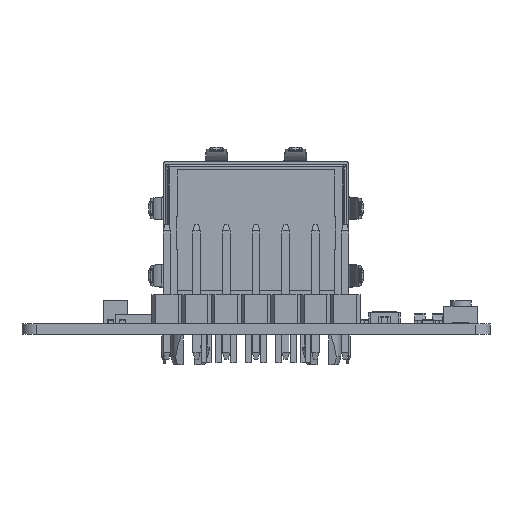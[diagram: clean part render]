
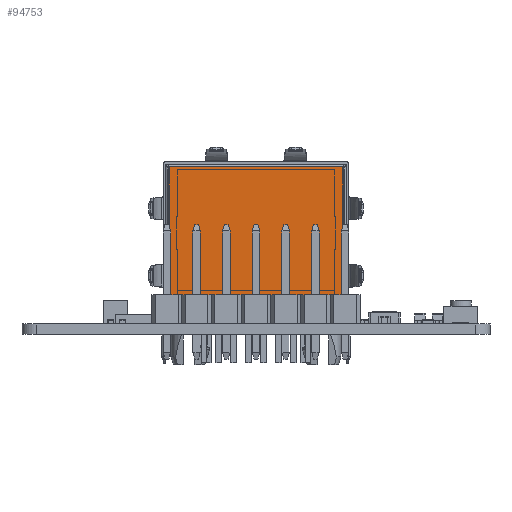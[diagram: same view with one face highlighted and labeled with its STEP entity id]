
A CAD part, left-side view. The second image highlights one B-rep face of the part: STEP entity #94753.
In plain terms, the highlighted face is planar.
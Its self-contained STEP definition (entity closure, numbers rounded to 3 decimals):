
#94103 = VERTEX_POINT('',#94104);
#94104 = CARTESIAN_POINT('',(-7.69,11.02,3.34));
#94111 = EDGE_CURVE('',#94103,#94112,#94114,.T.);
#94112 = VERTEX_POINT('',#94113);
#94113 = CARTESIAN_POINT('',(-7.59,11.02,3.34));
#94114 = LINE('',#94115,#94116);
#94115 = CARTESIAN_POINT('',(-7.74,11.02,3.34));
#94116 = VECTOR('',#94117,1.);
#94117 = DIRECTION('',(1.,0.,0.));
#94349 = VERTEX_POINT('',#94350);
#94350 = CARTESIAN_POINT('',(7.59,11.02,3.34));
#94356 = EDGE_CURVE('',#94357,#94349,#94359,.T.);
#94357 = VERTEX_POINT('',#94358);
#94358 = CARTESIAN_POINT('',(7.69,11.02,3.34));
#94359 = LINE('',#94360,#94361);
#94360 = CARTESIAN_POINT('',(7.74,11.02,3.34));
#94361 = VECTOR('',#94362,1.);
#94362 = DIRECTION('',(-1.,0.,0.));
#94451 = VERTEX_POINT('',#94452);
#94452 = CARTESIAN_POINT('',(7.69,11.02,4.54));
#94459 = EDGE_CURVE('',#94451,#94460,#94462,.T.);
#94460 = VERTEX_POINT('',#94461);
#94461 = CARTESIAN_POINT('',(7.59,11.02,4.54));
#94462 = LINE('',#94463,#94464);
#94463 = CARTESIAN_POINT('',(7.74,11.02,4.54));
#94464 = VECTOR('',#94465,1.);
#94465 = DIRECTION('',(-1.,0.,0.));
#94693 = VERTEX_POINT('',#94694);
#94694 = CARTESIAN_POINT('',(7.59,11.02,3.24));
#94700 = EDGE_CURVE('',#94349,#94693,#94701,.T.);
#94701 = LINE('',#94702,#94703);
#94702 = CARTESIAN_POINT('',(7.59,11.02,3.24));
#94703 = VECTOR('',#94704,1.);
#94704 = DIRECTION('',(0.,0.,-1.));
#94717 = EDGE_CURVE('',#94451,#94357,#94718,.T.);
#94718 = LINE('',#94719,#94720);
#94719 = CARTESIAN_POINT('',(7.69,11.02,4.54));
#94720 = VECTOR('',#94721,1.);
#94721 = DIRECTION('',(0.,0.,-1.));
#94735 = EDGE_CURVE('',#94460,#94736,#94738,.T.);
#94736 = VERTEX_POINT('',#94737);
#94737 = CARTESIAN_POINT('',(7.59,11.02,4.64));
#94738 = LINE('',#94739,#94740);
#94739 = CARTESIAN_POINT('',(7.59,11.02,4.64));
#94740 = VECTOR('',#94741,1.);
#94741 = DIRECTION('',(0.,0.,1.));
#94753 = ADVANCED_FACE('',(#94754),#94918,.F.);
#94754 = FACE_BOUND('',#94755,.T.);
#94755 = EDGE_LOOP('',(#94756,#94757,#94765,#94773,#94781,#94789,#94797,
    #94805,#94813,#94819,#94820,#94821,#94822,#94823,#94824,#94832,
    #94840,#94848,#94856,#94864,#94872,#94880,#94888,#94896,#94904,
    #94912));
#94756 = ORIENTED_EDGE('',*,*,#94111,.F.);
#94757 = ORIENTED_EDGE('',*,*,#94758,.T.);
#94758 = EDGE_CURVE('',#94103,#94759,#94761,.T.);
#94759 = VERTEX_POINT('',#94760);
#94760 = CARTESIAN_POINT('',(-7.69,11.02,4.54));
#94761 = LINE('',#94762,#94763);
#94762 = CARTESIAN_POINT('',(-7.69,11.02,3.34));
#94763 = VECTOR('',#94764,1.);
#94764 = DIRECTION('',(0.,0.,1.));
#94765 = ORIENTED_EDGE('',*,*,#94766,.T.);
#94766 = EDGE_CURVE('',#94759,#94767,#94769,.T.);
#94767 = VERTEX_POINT('',#94768);
#94768 = CARTESIAN_POINT('',(-7.59,11.02,4.54));
#94769 = LINE('',#94770,#94771);
#94770 = CARTESIAN_POINT('',(-7.74,11.02,4.54));
#94771 = VECTOR('',#94772,1.);
#94772 = DIRECTION('',(1.,0.,0.));
#94773 = ORIENTED_EDGE('',*,*,#94774,.T.);
#94774 = EDGE_CURVE('',#94767,#94775,#94777,.T.);
#94775 = VERTEX_POINT('',#94776);
#94776 = CARTESIAN_POINT('',(-7.59,11.02,4.64));
#94777 = LINE('',#94778,#94779);
#94778 = CARTESIAN_POINT('',(-7.59,11.02,4.64));
#94779 = VECTOR('',#94780,1.);
#94780 = DIRECTION('',(0.,0.,1.));
#94781 = ORIENTED_EDGE('',*,*,#94782,.T.);
#94782 = EDGE_CURVE('',#94775,#94783,#94785,.T.);
#94783 = VERTEX_POINT('',#94784);
#94784 = CARTESIAN_POINT('',(-7.74,11.02,4.64));
#94785 = LINE('',#94786,#94787);
#94786 = CARTESIAN_POINT('',(-7.74,11.02,4.64));
#94787 = VECTOR('',#94788,1.);
#94788 = DIRECTION('',(-1.,0.,0.));
#94789 = ORIENTED_EDGE('',*,*,#94790,.T.);
#94790 = EDGE_CURVE('',#94783,#94791,#94793,.T.);
#94791 = VERTEX_POINT('',#94792);
#94792 = CARTESIAN_POINT('',(-7.74,11.02,6.24));
#94793 = LINE('',#94794,#94795);
#94794 = CARTESIAN_POINT('',(-7.74,11.02,1.08));
#94795 = VECTOR('',#94796,1.);
#94796 = DIRECTION('',(0.,0.,1.));
#94797 = ORIENTED_EDGE('',*,*,#94798,.T.);
#94798 = EDGE_CURVE('',#94791,#94799,#94801,.T.);
#94799 = VERTEX_POINT('',#94800);
#94800 = CARTESIAN_POINT('',(7.74,11.02,6.24));
#94801 = LINE('',#94802,#94803);
#94802 = CARTESIAN_POINT('',(-7.49,11.02,6.24));
#94803 = VECTOR('',#94804,1.);
#94804 = DIRECTION('',(1.,0.,0.));
#94805 = ORIENTED_EDGE('',*,*,#94806,.T.);
#94806 = EDGE_CURVE('',#94799,#94807,#94809,.T.);
#94807 = VERTEX_POINT('',#94808);
#94808 = CARTESIAN_POINT('',(7.74,11.02,4.64));
#94809 = LINE('',#94810,#94811);
#94810 = CARTESIAN_POINT('',(7.74,11.02,6.24));
#94811 = VECTOR('',#94812,1.);
#94812 = DIRECTION('',(0.,0.,-1.));
#94813 = ORIENTED_EDGE('',*,*,#94814,.F.);
#94814 = EDGE_CURVE('',#94736,#94807,#94815,.T.);
#94815 = LINE('',#94816,#94817);
#94816 = CARTESIAN_POINT('',(7.74,11.02,4.64));
#94817 = VECTOR('',#94818,1.);
#94818 = DIRECTION('',(1.,0.,0.));
#94819 = ORIENTED_EDGE('',*,*,#94735,.F.);
#94820 = ORIENTED_EDGE('',*,*,#94459,.F.);
#94821 = ORIENTED_EDGE('',*,*,#94717,.T.);
#94822 = ORIENTED_EDGE('',*,*,#94356,.T.);
#94823 = ORIENTED_EDGE('',*,*,#94700,.T.);
#94824 = ORIENTED_EDGE('',*,*,#94825,.T.);
#94825 = EDGE_CURVE('',#94693,#94826,#94828,.T.);
#94826 = VERTEX_POINT('',#94827);
#94827 = CARTESIAN_POINT('',(7.74,11.02,3.24));
#94828 = LINE('',#94829,#94830);
#94829 = CARTESIAN_POINT('',(7.74,11.02,3.24));
#94830 = VECTOR('',#94831,1.);
#94831 = DIRECTION('',(1.,0.,0.));
#94832 = ORIENTED_EDGE('',*,*,#94833,.T.);
#94833 = EDGE_CURVE('',#94826,#94834,#94836,.T.);
#94834 = VERTEX_POINT('',#94835);
#94835 = CARTESIAN_POINT('',(7.74,11.02,1.08));
#94836 = LINE('',#94837,#94838);
#94837 = CARTESIAN_POINT('',(7.74,11.02,6.24));
#94838 = VECTOR('',#94839,1.);
#94839 = DIRECTION('',(0.,0.,-1.));
#94840 = ORIENTED_EDGE('',*,*,#94841,.T.);
#94841 = EDGE_CURVE('',#94834,#94842,#94844,.T.);
#94842 = VERTEX_POINT('',#94843);
#94843 = CARTESIAN_POINT('',(7.49,11.02,1.08));
#94844 = LINE('',#94845,#94846);
#94845 = CARTESIAN_POINT('',(7.74,11.02,1.08));
#94846 = VECTOR('',#94847,1.);
#94847 = DIRECTION('',(-1.,0.,0.));
#94848 = ORIENTED_EDGE('',*,*,#94849,.T.);
#94849 = EDGE_CURVE('',#94842,#94850,#94852,.T.);
#94850 = VERTEX_POINT('',#94851);
#94851 = CARTESIAN_POINT('',(7.49,11.02,0.83));
#94852 = LINE('',#94853,#94854);
#94853 = CARTESIAN_POINT('',(7.49,11.02,6.24));
#94854 = VECTOR('',#94855,1.);
#94855 = DIRECTION('',(0.,0.,-1.));
#94856 = ORIENTED_EDGE('',*,*,#94857,.T.);
#94857 = EDGE_CURVE('',#94850,#94858,#94860,.T.);
#94858 = VERTEX_POINT('',#94859);
#94859 = CARTESIAN_POINT('',(7.49,11.02,-6.42));
#94860 = LINE('',#94861,#94862);
#94861 = CARTESIAN_POINT('',(7.49,11.02,0.83));
#94862 = VECTOR('',#94863,1.);
#94863 = DIRECTION('',(0.,0.,-1.));
#94864 = ORIENTED_EDGE('',*,*,#94865,.F.);
#94865 = EDGE_CURVE('',#94866,#94858,#94868,.T.);
#94866 = VERTEX_POINT('',#94867);
#94867 = CARTESIAN_POINT('',(-7.49,11.02,-6.42));
#94868 = LINE('',#94869,#94870);
#94869 = CARTESIAN_POINT('',(-7.49,11.02,-6.42));
#94870 = VECTOR('',#94871,1.);
#94871 = DIRECTION('',(1.,0.,0.));
#94872 = ORIENTED_EDGE('',*,*,#94873,.T.);
#94873 = EDGE_CURVE('',#94866,#94874,#94876,.T.);
#94874 = VERTEX_POINT('',#94875);
#94875 = CARTESIAN_POINT('',(-7.49,11.02,0.83));
#94876 = LINE('',#94877,#94878);
#94877 = CARTESIAN_POINT('',(-7.49,11.02,-6.42));
#94878 = VECTOR('',#94879,1.);
#94879 = DIRECTION('',(0.,0.,1.));
#94880 = ORIENTED_EDGE('',*,*,#94881,.F.);
#94881 = EDGE_CURVE('',#94882,#94874,#94884,.T.);
#94882 = VERTEX_POINT('',#94883);
#94883 = CARTESIAN_POINT('',(-7.49,11.02,1.08));
#94884 = LINE('',#94885,#94886);
#94885 = CARTESIAN_POINT('',(-7.49,11.02,6.24));
#94886 = VECTOR('',#94887,1.);
#94887 = DIRECTION('',(0.,0.,-1.));
#94888 = ORIENTED_EDGE('',*,*,#94889,.T.);
#94889 = EDGE_CURVE('',#94882,#94890,#94892,.T.);
#94890 = VERTEX_POINT('',#94891);
#94891 = CARTESIAN_POINT('',(-7.74,11.02,1.08));
#94892 = LINE('',#94893,#94894);
#94893 = CARTESIAN_POINT('',(-7.49,11.02,1.08));
#94894 = VECTOR('',#94895,1.);
#94895 = DIRECTION('',(-1.,0.,0.));
#94896 = ORIENTED_EDGE('',*,*,#94897,.T.);
#94897 = EDGE_CURVE('',#94890,#94898,#94900,.T.);
#94898 = VERTEX_POINT('',#94899);
#94899 = CARTESIAN_POINT('',(-7.74,11.02,3.24));
#94900 = LINE('',#94901,#94902);
#94901 = CARTESIAN_POINT('',(-7.74,11.02,1.08));
#94902 = VECTOR('',#94903,1.);
#94903 = DIRECTION('',(0.,0.,1.));
#94904 = ORIENTED_EDGE('',*,*,#94905,.F.);
#94905 = EDGE_CURVE('',#94906,#94898,#94908,.T.);
#94906 = VERTEX_POINT('',#94907);
#94907 = CARTESIAN_POINT('',(-7.59,11.02,3.24));
#94908 = LINE('',#94909,#94910);
#94909 = CARTESIAN_POINT('',(-7.74,11.02,3.24));
#94910 = VECTOR('',#94911,1.);
#94911 = DIRECTION('',(-1.,0.,0.));
#94912 = ORIENTED_EDGE('',*,*,#94913,.F.);
#94913 = EDGE_CURVE('',#94112,#94906,#94914,.T.);
#94914 = LINE('',#94915,#94916);
#94915 = CARTESIAN_POINT('',(-7.59,11.02,3.24));
#94916 = VECTOR('',#94917,1.);
#94917 = DIRECTION('',(0.,0.,-1.));
#94918 = PLANE('',#94919);
#94919 = AXIS2_PLACEMENT_3D('',#94920,#94921,#94922);
#94920 = CARTESIAN_POINT('',(-7.49,11.02,6.24));
#94921 = DIRECTION('',(0.,-1.,0.));
#94922 = DIRECTION('',(0.,0.,-1.));
